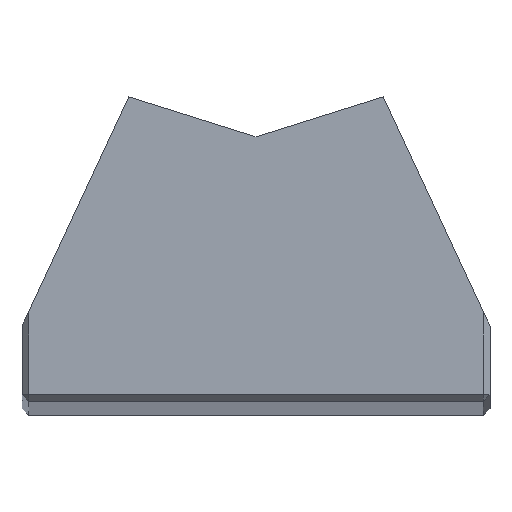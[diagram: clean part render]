
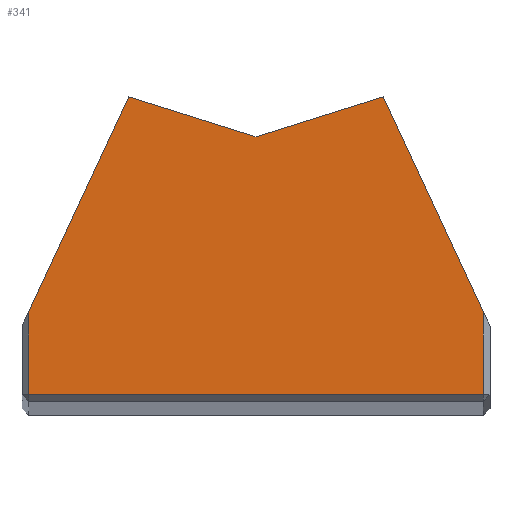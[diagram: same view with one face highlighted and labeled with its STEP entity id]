
A CAD part, top view. The second image highlights one B-rep face of the part: STEP entity #341.
In plain terms, the highlighted planar face has unit normal (0, 0, 1).
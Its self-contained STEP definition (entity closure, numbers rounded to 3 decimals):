
#27=FACE_OUTER_BOUND('',#48,.T.);
#48=EDGE_LOOP('',(#262,#263,#264,#265,#266,#267,#268));
#70=LINE('',#511,#115);
#74=LINE('',#519,#119);
#80=LINE('',#529,#125);
#89=LINE('',#547,#134);
#90=LINE('',#549,#135);
#91=LINE('',#551,#136);
#92=LINE('',#552,#137);
#115=VECTOR('',#416,10.);
#119=VECTOR('',#424,10.);
#125=VECTOR('',#434,10.);
#134=VECTOR('',#451,10.);
#135=VECTOR('',#452,10.);
#136=VECTOR('',#453,10.);
#137=VECTOR('',#454,10.);
#155=VERTEX_POINT('',#499);
#157=VERTEX_POINT('',#504);
#160=VERTEX_POINT('',#517);
#161=VERTEX_POINT('',#525);
#167=VERTEX_POINT('',#546);
#168=VERTEX_POINT('',#548);
#169=VERTEX_POINT('',#550);
#186=EDGE_CURVE('',#157,#155,#70,.T.);
#190=EDGE_CURVE('',#160,#157,#74,.T.);
#196=EDGE_CURVE('',#155,#161,#80,.T.);
#205=EDGE_CURVE('',#167,#160,#89,.T.);
#206=EDGE_CURVE('',#168,#167,#90,.T.);
#207=EDGE_CURVE('',#169,#168,#91,.T.);
#208=EDGE_CURVE('',#161,#169,#92,.T.);
#262=ORIENTED_EDGE('',*,*,#196,.F.);
#263=ORIENTED_EDGE('',*,*,#186,.F.);
#264=ORIENTED_EDGE('',*,*,#190,.F.);
#265=ORIENTED_EDGE('',*,*,#205,.F.);
#266=ORIENTED_EDGE('',*,*,#206,.F.);
#267=ORIENTED_EDGE('',*,*,#207,.F.);
#268=ORIENTED_EDGE('',*,*,#208,.F.);
#320=PLANE('',#382);
#341=ADVANCED_FACE('',(#27),#320,.T.);
#382=AXIS2_PLACEMENT_3D('',#545,#449,#450);
#416=DIRECTION('',(-1.,0.,0.));
#424=DIRECTION('',(0.,-1.,0.));
#434=DIRECTION('',(0.,1.,0.));
#449=DIRECTION('center_axis',(0.,0.,1.));
#450=DIRECTION('ref_axis',(1.,0.,0.));
#451=DIRECTION('',(0.423,-0.906,0.));
#452=DIRECTION('',(0.954,0.301,0.));
#453=DIRECTION('',(0.954,-0.301,0.));
#454=DIRECTION('',(0.423,0.906,0.));
#499=CARTESIAN_POINT('',(-17.,-35.,599.5));
#504=CARTESIAN_POINT('',(17.,-35.,599.5));
#511=CARTESIAN_POINT('',(8.75,-35.,599.5));
#517=CARTESIAN_POINT('',(17.,-28.802,599.5));
#519=CARTESIAN_POINT('',(17.,-27.912,599.5));
#525=CARTESIAN_POINT('',(-17.,-28.802,599.5));
#529=CARTESIAN_POINT('',(-17.,-30.725,599.5));
#545=CARTESIAN_POINT('Origin',(0.,-25.951,
599.5));
#546=CARTESIAN_POINT('',(9.5,-12.718,599.5));
#547=CARTESIAN_POINT('',(17.5,-29.874,599.5));
#548=CARTESIAN_POINT('',(0.,-15.713,599.5));
#549=CARTESIAN_POINT('',(9.5,-12.718,599.5));
#550=CARTESIAN_POINT('',(-9.5,-12.718,599.5));
#551=CARTESIAN_POINT('',(0.,-15.713,599.5));
#552=CARTESIAN_POINT('',(-9.5,-12.718,599.5));
